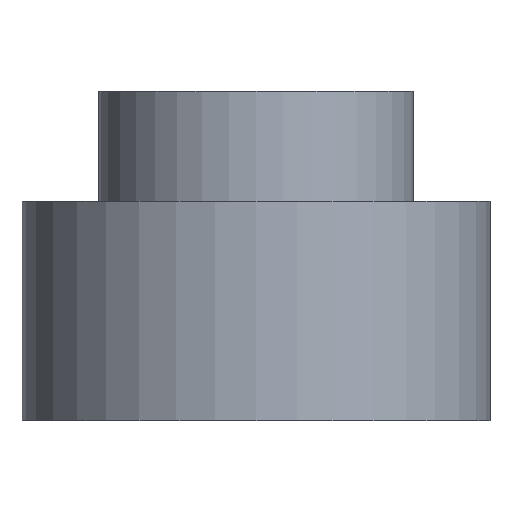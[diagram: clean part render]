
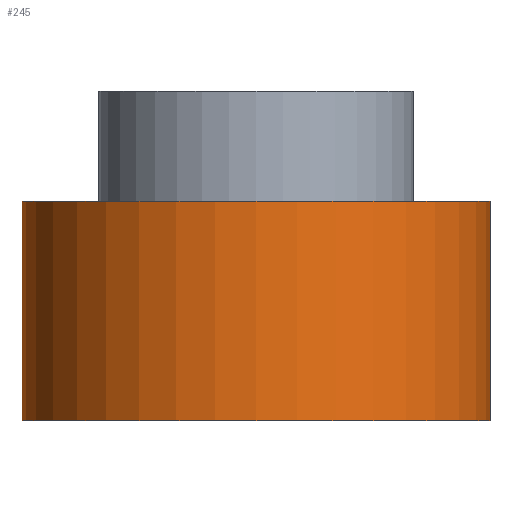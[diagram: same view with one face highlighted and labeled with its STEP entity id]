
A CAD part, front view. The second image highlights one B-rep face of the part: STEP entity #245.
In plain terms, the highlighted cylindrical face has radius 32 mm (diameter 64 mm), a full revolution.
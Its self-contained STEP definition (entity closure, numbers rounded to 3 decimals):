
#21=FACE_BOUND('',#85,.T.);
#25=LINE('',#398,#36);
#28=LINE('',#412,#39);
#33=LINE('',#442,#44);
#36=VECTOR('',#315,10.);
#39=VECTOR('',#330,10.);
#44=VECTOR('',#369,32.);
#52=CYLINDRICAL_SURFACE('',#292,32.);
#65=FACE_OUTER_BOUND('',#84,.T.);
#84=EDGE_LOOP('',(#205,#206,#207,#208));
#85=EDGE_LOOP('',(#209,#210,#211,#212));
#94=CIRCLE('',#266,32.);
#99=CIRCLE('',#273,32.);
#102=CIRCLE('',#278,32.);
#111=CIRCLE('',#293,32.);
#114=VERTEX_POINT('',#388);
#115=VERTEX_POINT('',#389);
#118=VERTEX_POINT('',#397);
#120=VERTEX_POINT('',#403);
#123=VERTEX_POINT('',#410);
#131=VERTEX_POINT('',#440);
#134=EDGE_CURVE('',#114,#115,#94,.T.);
#138=EDGE_CURVE('',#114,#118,#25,.T.);
#141=EDGE_CURVE('',#120,#120,#99,.T.);
#145=EDGE_CURVE('',#115,#123,#28,.T.);
#146=EDGE_CURVE('',#123,#118,#102,.T.);
#159=EDGE_CURVE('',#131,#131,#111,.T.);
#160=EDGE_CURVE('',#131,#120,#33,.T.);
#205=ORIENTED_EDGE('',*,*,#159,.F.);
#206=ORIENTED_EDGE('',*,*,#160,.T.);
#207=ORIENTED_EDGE('',*,*,#141,.T.);
#208=ORIENTED_EDGE('',*,*,#160,.F.);
#209=ORIENTED_EDGE('',*,*,#134,.T.);
#210=ORIENTED_EDGE('',*,*,#145,.T.);
#211=ORIENTED_EDGE('',*,*,#146,.T.);
#212=ORIENTED_EDGE('',*,*,#138,.F.);
#245=ADVANCED_FACE('',(#65,#21),#52,.T.);
#266=AXIS2_PLACEMENT_3D('',#390,#305,#306);
#273=AXIS2_PLACEMENT_3D('',#404,#321,#322);
#278=AXIS2_PLACEMENT_3D('',#414,#333,#334);
#292=AXIS2_PLACEMENT_3D('',#439,#365,#366);
#293=AXIS2_PLACEMENT_3D('',#441,#367,#368);
#305=DIRECTION('center_axis',(0.,0.,-1.));
#306=DIRECTION('ref_axis',(1.,0.,0.));
#315=DIRECTION('',(0.,0.,1.));
#321=DIRECTION('center_axis',(0.,0.,1.));
#322=DIRECTION('ref_axis',(1.,0.,0.));
#330=DIRECTION('',(0.,0.,1.));
#333=DIRECTION('center_axis',(0.,0.,1.));
#334=DIRECTION('ref_axis',(1.,0.,0.));
#365=DIRECTION('center_axis',(0.,0.,1.));
#366=DIRECTION('ref_axis',(1.,0.,0.));
#367=DIRECTION('center_axis',(0.,0.,1.));
#368=DIRECTION('ref_axis',(1.,0.,0.));
#369=DIRECTION('',(0.,0.,-1.));
#388=CARTESIAN_POINT('',(-30.133,10.77,10.));
#389=CARTESIAN_POINT('',(30.133,10.77,10.));
#390=CARTESIAN_POINT('Origin',(0.,0.,10.));
#397=CARTESIAN_POINT('',(-30.133,10.77,20.));
#398=CARTESIAN_POINT('',(-30.133,10.77,0.));
#403=CARTESIAN_POINT('',(-32.,0.,0.));
#404=CARTESIAN_POINT('Origin',(0.,0.,0.));
#410=CARTESIAN_POINT('',(30.133,10.77,20.));
#412=CARTESIAN_POINT('',(30.133,10.77,0.));
#414=CARTESIAN_POINT('Origin',(0.,0.,20.));
#439=CARTESIAN_POINT('Origin',(0.,0.,0.));
#440=CARTESIAN_POINT('',(-32.,0.,30.));
#441=CARTESIAN_POINT('Origin',(0.,0.,30.));
#442=CARTESIAN_POINT('',(-32.,0.,0.));
